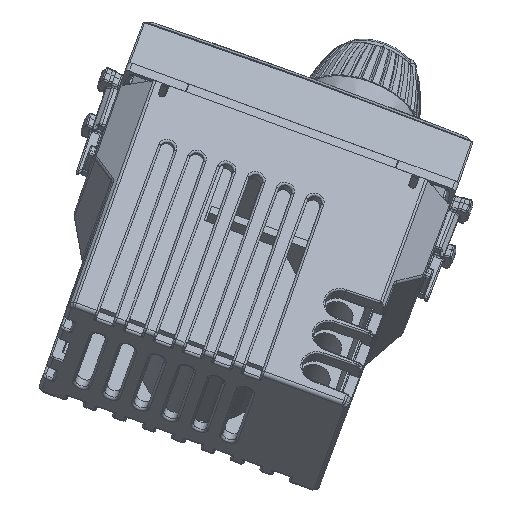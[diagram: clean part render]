
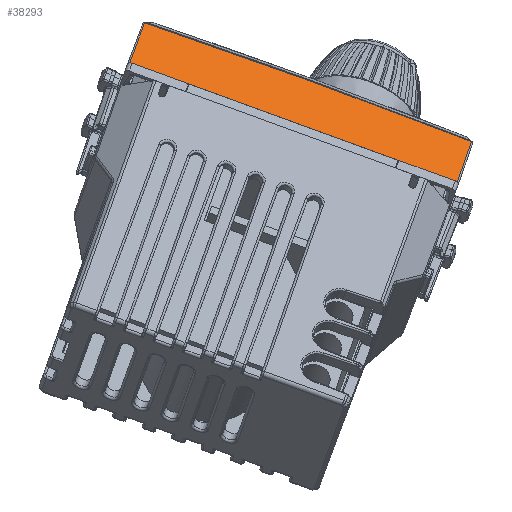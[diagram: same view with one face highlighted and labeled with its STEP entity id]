
A CAD part, left-side view. The second image highlights one B-rep face of the part: STEP entity #38293.
In plain terms, the highlighted face is planar.
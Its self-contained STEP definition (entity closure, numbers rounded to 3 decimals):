
#37042=CARTESIAN_POINT('Vertex',(-22.193,11.118,7.793)) ;
#37070=CARTESIAN_POINT('Vertex',(-22.189,11.118,7.797)) ;
#37073=CARTESIAN_POINT('Line Origine',(-25.315,11.145,4.725)) ;
#37159=CARTESIAN_POINT('Vertex',(22.189,11.118,7.797)) ;
#37163=CARTESIAN_POINT('Control Point',(-22.189,11.118,7.797)) ;
#37164=CARTESIAN_POINT('Control Point',(-22.033,11.118,7.801)) ;
#37165=CARTESIAN_POINT('Control Point',(-21.877,11.118,7.805)) ;
#37166=CARTESIAN_POINT('Control Point',(-21.721,11.118,7.809)) ;
#37167=CARTESIAN_POINT('Control Point',(-12.848,11.116,8.039)) ;
#37168=CARTESIAN_POINT('Control Point',(-3.972,11.115,8.151)) ;
#37169=CARTESIAN_POINT('Control Point',(4.751,11.115,8.147)) ;
#37170=CARTESIAN_POINT('Control Point',(13.472,11.116,8.029)) ;
#37171=CARTESIAN_POINT('Control Point',(22.189,11.118,7.797)) ;
#37227=CARTESIAN_POINT('Vertex',(22.193,11.118,7.793)) ;
#37230=CARTESIAN_POINT('Line Origine',(25.315,11.145,4.725)) ;
#38216=CARTESIAN_POINT('Line Origine',(-22.22,11.145,4.726)) ;
#38220=CARTESIAN_POINT('Vertex',(-22.25,11.175,1.275)) ;
#38237=CARTESIAN_POINT('Axis2P3D Location',(0.,11.175,1.275)) ;
#38243=CARTESIAN_POINT('Control Point',(22.193,11.118,7.793)) ;
#38244=CARTESIAN_POINT('Control Point',(22.25,11.175,1.275)) ;
#38245=CARTESIAN_POINT('Vertex',(22.25,11.175,1.275)) ;
#38248=CARTESIAN_POINT('Line Origine',(11.225,11.175,1.275)) ;
#38252=CARTESIAN_POINT('Vertex',(21.95,11.175,1.275)) ;
#38255=CARTESIAN_POINT('Line Origine',(11.225,11.175,1.275)) ;
#38259=CARTESIAN_POINT('Vertex',(14.3,11.175,1.275)) ;
#38262=CARTESIAN_POINT('Line Origine',(11.225,11.175,1.275)) ;
#38266=CARTESIAN_POINT('Vertex',(-14.3,11.175,1.275)) ;
#38269=CARTESIAN_POINT('Line Origine',(11.225,11.175,1.275)) ;
#38273=CARTESIAN_POINT('Vertex',(-21.95,11.175,1.275)) ;
#38276=CARTESIAN_POINT('Line Origine',(11.225,11.175,1.275)) ;
#37074=DIRECTION('Vector Direction',(0.713,-0.006,0.701)) ;
#37231=DIRECTION('Vector Direction',(-0.713,-0.006,0.701)) ;
#38217=DIRECTION('Vector Direction',(-0.009,0.009,-1.)) ;
#38238=DIRECTION('Axis2P3D Direction',(-0.,1.,0.009)) ;
#38239=DIRECTION('Axis2P3D XDirection',(1.,0.,0.)) ;
#38249=DIRECTION('Vector Direction',(1.,0.,0.)) ;
#38256=DIRECTION('Vector Direction',(1.,0.,0.)) ;
#38263=DIRECTION('Vector Direction',(1.,0.,0.)) ;
#38270=DIRECTION('Vector Direction',(1.,0.,0.)) ;
#38277=DIRECTION('Vector Direction',(1.,0.,0.)) ;
#38240=AXIS2_PLACEMENT_3D('Plane Axis2P3D',#38237,#38238,#38239) ;
#38282=ORIENTED_EDGE('',*,*,#38247,.T.) ;
#38283=ORIENTED_EDGE('',*,*,#38254,.F.) ;
#38284=ORIENTED_EDGE('',*,*,#38261,.T.) ;
#38285=ORIENTED_EDGE('',*,*,#38268,.F.) ;
#38286=ORIENTED_EDGE('',*,*,#38275,.F.) ;
#38287=ORIENTED_EDGE('',*,*,#38280,.F.) ;
#38288=ORIENTED_EDGE('',*,*,#38222,.F.) ;
#38289=ORIENTED_EDGE('',*,*,#37077,.F.) ;
#38290=ORIENTED_EDGE('',*,*,#37172,.F.) ;
#38291=ORIENTED_EDGE('',*,*,#37234,.F.) ;
#37075=VECTOR('Line Direction',#37074,1.) ;
#37232=VECTOR('Line Direction',#37231,1.) ;
#38218=VECTOR('Line Direction',#38217,1.) ;
#38250=VECTOR('Line Direction',#38249,1.) ;
#38257=VECTOR('Line Direction',#38256,1.) ;
#38264=VECTOR('Line Direction',#38263,1.) ;
#38271=VECTOR('Line Direction',#38270,1.) ;
#38278=VECTOR('Line Direction',#38277,1.) ;
#38293=ADVANCED_FACE('sottotasto',(#38292),#38241,.T.) ;
#37162=B_SPLINE_CURVE_WITH_KNOTS('',5,(#37163,#37164,#37165,#37166,#37167,#37168,#37169,#37170,#37171),.UNSPECIFIED.,.F.,.U.,(6,3,6),(15.537,16.888,92.445),.UNSPECIFIED.) ;
#38242=B_SPLINE_CURVE_WITH_KNOTS('',1,(#38243,#38244),.UNSPECIFIED.,.F.,.U.,(2,2),(-3.068,3.45),.UNSPECIFIED.) ;
#37077=EDGE_CURVE('',#37071,#37043,#37076,.F.) ;
#37172=EDGE_CURVE('',#37160,#37071,#37162,.F.) ;
#37234=EDGE_CURVE('',#37228,#37160,#37233,.T.) ;
#38222=EDGE_CURVE('',#37043,#38221,#38219,.T.) ;
#38247=EDGE_CURVE('',#37228,#38246,#38242,.T.) ;
#38254=EDGE_CURVE('',#38253,#38246,#38251,.T.) ;
#38261=EDGE_CURVE('',#38253,#38260,#38258,.F.) ;
#38268=EDGE_CURVE('',#38267,#38260,#38265,.T.) ;
#38275=EDGE_CURVE('',#38274,#38267,#38272,.T.) ;
#38280=EDGE_CURVE('',#38221,#38274,#38279,.T.) ;
#38281=EDGE_LOOP('',(#38282,#38283,#38284,#38285,#38286,#38287,#38288,#38289,#38290,#38291)) ;
#38292=FACE_OUTER_BOUND('',#38281,.T.) ;
#37076=LINE('Line',#37073,#37075) ;
#37233=LINE('Line',#37230,#37232) ;
#38219=LINE('Line',#38216,#38218) ;
#38251=LINE('Line',#38248,#38250) ;
#38258=LINE('Line',#38255,#38257) ;
#38265=LINE('Line',#38262,#38264) ;
#38272=LINE('Line',#38269,#38271) ;
#38279=LINE('Line',#38276,#38278) ;
#38241=PLANE('',#38240) ;
#37043=VERTEX_POINT('',#37042) ;
#37071=VERTEX_POINT('',#37070) ;
#37160=VERTEX_POINT('',#37159) ;
#37228=VERTEX_POINT('',#37227) ;
#38221=VERTEX_POINT('',#38220) ;
#38246=VERTEX_POINT('',#38245) ;
#38253=VERTEX_POINT('',#38252) ;
#38260=VERTEX_POINT('',#38259) ;
#38267=VERTEX_POINT('',#38266) ;
#38274=VERTEX_POINT('',#38273) ;
